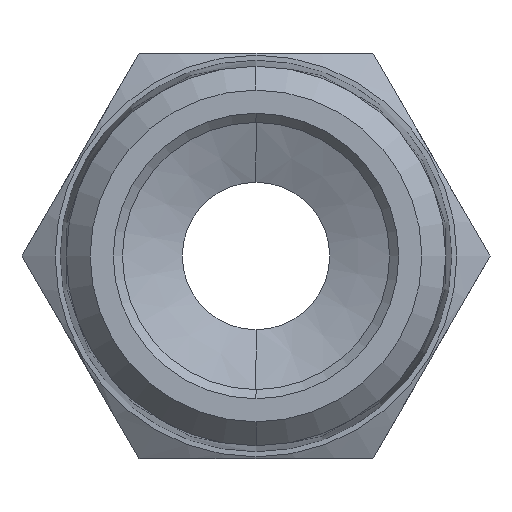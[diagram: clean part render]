
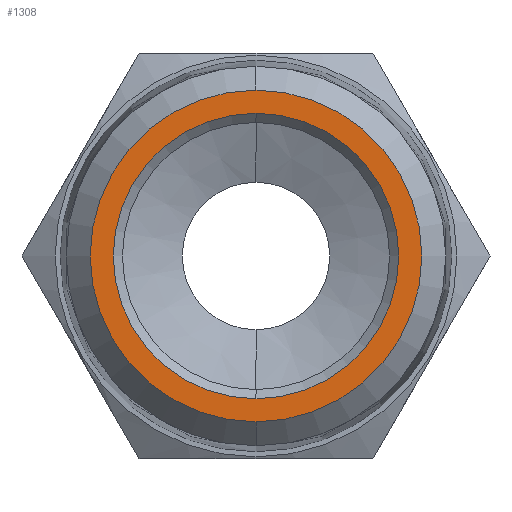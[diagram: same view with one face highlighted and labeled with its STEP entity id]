
A CAD part, front view. The second image highlights one B-rep face of the part: STEP entity #1308.
In plain terms, the highlighted planar face has unit normal (0, -1, 0).
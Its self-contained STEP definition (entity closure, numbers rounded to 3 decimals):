
#6 = CIRCLE ( 'NONE', #509, 7.75 ) ;
#40 = EDGE_LOOP ( 'NONE', ( #692, #696 ) ) ;
#45 = EDGE_LOOP ( 'NONE', ( #689, #695 ) ) ;
#64 = AXIS2_PLACEMENT_3D ( 'NONE', #1104, #1105, #1106 ) ;
#79 = CARTESIAN_POINT ( 'NONE',  ( 0., -56.5, 0. ) ) ;
#80 = DIRECTION ( 'NONE',  ( 0., -1., 0. ) ) ;
#81 = DIRECTION ( 'NONE',  ( 0., 0., -1. ) ) ;
#82 = CARTESIAN_POINT ( 'NONE',  ( 0., -56.5, 0. ) ) ;
#83 = DIRECTION ( 'NONE',  ( 0., 1., 0. ) ) ;
#84 = DIRECTION ( 'NONE',  ( 0., 0., 1. ) ) ;
#266 = PLANE ( 'NONE',  #589 ) ;
#267 = CARTESIAN_POINT ( 'NONE',  ( 10.9, -56.5, 0. ) ) ;
#268 = DIRECTION ( 'NONE',  ( 0., -1., 0. ) ) ;
#269 = DIRECTION ( 'NONE',  ( 0., 0., -1. ) ) ;
#505 = CIRCLE ( 'NONE', #64, 9. ) ;
#509 = AXIS2_PLACEMENT_3D ( 'NONE', #1145, #1146, #1147 ) ;
#513 = CIRCLE ( 'NONE', #523, 9. ) ;
#516 = CIRCLE ( 'NONE', #525, 7.75 ) ;
#523 = AXIS2_PLACEMENT_3D ( 'NONE', #79, #80, #81 ) ;
#525 = AXIS2_PLACEMENT_3D ( 'NONE', #82, #83, #84 ) ;
#589 = AXIS2_PLACEMENT_3D ( 'NONE', #267, #268, #269 ) ;
#662 = VERTEX_POINT ( 'NONE', #928 ) ;
#665 = VERTEX_POINT ( 'NONE', #931 ) ;
#682 = VERTEX_POINT ( 'NONE', #948 ) ;
#683 = VERTEX_POINT ( 'NONE', #949 ) ;
#689 = ORIENTED_EDGE ( 'NONE', *, *, #1260, .T. ) ;
#692 = ORIENTED_EDGE ( 'NONE', *, *, #1250, .T. ) ;
#695 = ORIENTED_EDGE ( 'NONE', *, *, #1233, .T. ) ;
#696 = ORIENTED_EDGE ( 'NONE', *, *, #1261, .T. ) ;
#889 = FACE_OUTER_BOUND ( 'NONE', #45, .T. ) ;
#890 = FACE_BOUND ( 'NONE', #40, .T. ) ;
#928 = CARTESIAN_POINT ( 'NONE',  ( 0., -56.5, -9. ) ) ;
#931 = CARTESIAN_POINT ( 'NONE',  ( 0., -56.5, 9. ) ) ;
#948 = CARTESIAN_POINT ( 'NONE',  ( 0., -56.5, -7.75 ) ) ;
#949 = CARTESIAN_POINT ( 'NONE',  ( 0., -56.5, 7.75 ) ) ;
#1104 = CARTESIAN_POINT ( 'NONE',  ( 0., -56.5, 0. ) ) ;
#1105 = DIRECTION ( 'NONE',  ( 0., -1., 0. ) ) ;
#1106 = DIRECTION ( 'NONE',  ( 0., 0., -1. ) ) ;
#1145 = CARTESIAN_POINT ( 'NONE',  ( 0., -56.5, 0. ) ) ;
#1146 = DIRECTION ( 'NONE',  ( 0., 1., 0. ) ) ;
#1147 = DIRECTION ( 'NONE',  ( 0., 0., 1. ) ) ;
#1233 = EDGE_CURVE ( 'NONE', #662, #665, #505, .T. ) ;
#1250 = EDGE_CURVE ( 'NONE', #682, #683, #6, .T. ) ;
#1260 = EDGE_CURVE ( 'NONE', #665, #662, #513, .T. ) ;
#1261 = EDGE_CURVE ( 'NONE', #683, #682, #516, .T. ) ;
#1308 = ADVANCED_FACE ( 'NONE', ( #889, #890 ), #266, .T. ) ;
